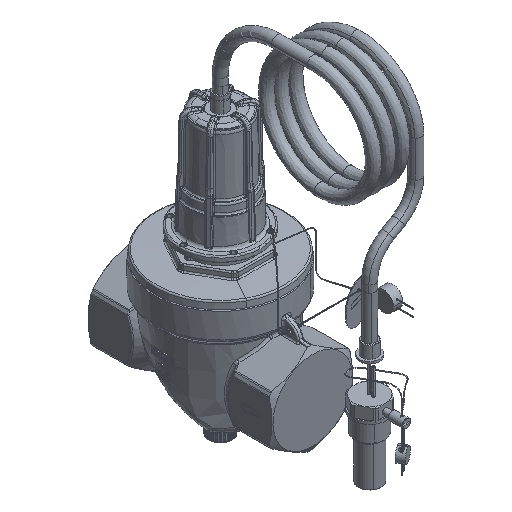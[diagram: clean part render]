
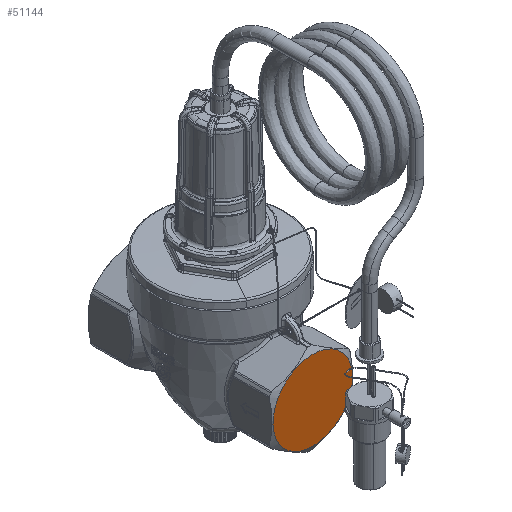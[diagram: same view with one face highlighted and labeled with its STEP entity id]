
A CAD part, isometric view. The second image highlights one B-rep face of the part: STEP entity #51144.
In plain terms, the highlighted planar face has unit normal (0, -1, 0).
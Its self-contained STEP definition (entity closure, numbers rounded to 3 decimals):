
#46445=CARTESIAN_POINT('Vertex',(-21.662,-68.029,-5.05)) ;
#46448=CARTESIAN_POINT('Axis2P3D Location',(-8.238,-68.029,19.522)) ;
#46452=CARTESIAN_POINT('Vertex',(5.186,-68.029,44.095)) ;
#49654=CARTESIAN_POINT('Axis2P3D Location',(-8.238,-68.029,19.522)) ;
#51135=CARTESIAN_POINT('Axis2P3D Location',(-8.238,-68.029,-8.478)) ;
#46449=DIRECTION('Axis2P3D Direction',(0.,1.,0.)) ;
#49655=DIRECTION('Axis2P3D Direction',(0.,1.,0.)) ;
#51136=DIRECTION('Axis2P3D Direction',(0.,1.,0.)) ;
#51137=DIRECTION('Axis2P3D XDirection',(1.,0.,0.)) ;
#46450=AXIS2_PLACEMENT_3D('Circle Axis2P3D',#46448,#46449,$) ;
#49656=AXIS2_PLACEMENT_3D('Circle Axis2P3D',#49654,#49655,$) ;
#51138=AXIS2_PLACEMENT_3D('Plane Axis2P3D',#51135,#51136,#51137) ;
#51141=ORIENTED_EDGE('',*,*,#46454,.F.) ;
#51142=ORIENTED_EDGE('',*,*,#49658,.F.) ;
#51144=ADVANCED_FACE('PartBody',(#51143),#51139,.F.) ;
#46451=CIRCLE('generated circle',#46450,28.) ;
#49657=CIRCLE('generated circle',#49656,28.) ;
#46454=EDGE_CURVE('',#46446,#46453,#46451,.T.) ;
#49658=EDGE_CURVE('',#46453,#46446,#49657,.T.) ;
#51140=EDGE_LOOP('',(#51141,#51142)) ;
#51143=FACE_OUTER_BOUND('',#51140,.T.) ;
#51139=PLANE('',#51138) ;
#46446=VERTEX_POINT('',#46445) ;
#46453=VERTEX_POINT('',#46452) ;
